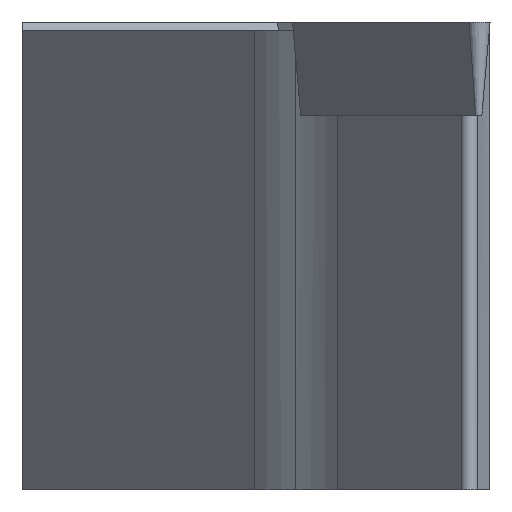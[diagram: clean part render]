
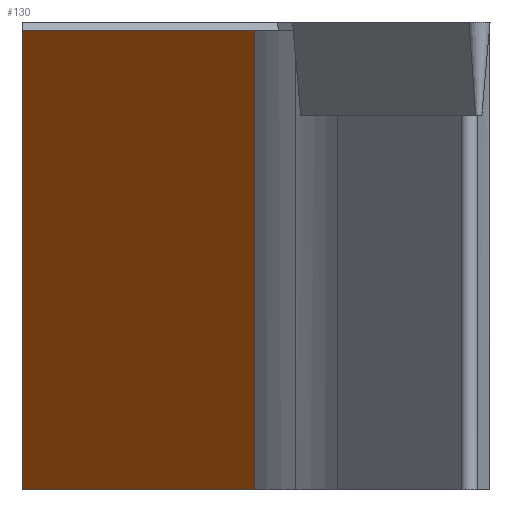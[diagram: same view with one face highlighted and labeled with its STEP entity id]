
A CAD part, left-side view. The second image highlights one B-rep face of the part: STEP entity #130.
In plain terms, the highlighted planar face has unit normal (-0.616, 0.788, 0).
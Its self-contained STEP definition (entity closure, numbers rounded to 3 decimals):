
#130=ADVANCED_FACE('',(#178),#152,.F.);
#152=PLANE('',#628);
#178=FACE_OUTER_BOUND('',#206,.T.);
#206=EDGE_LOOP('',(#403,#404,#405,#406));
#218=LINE('',#798,#268);
#230=LINE('',#839,#280);
#231=LINE('',#841,#281);
#250=LINE('',#893,#300);
#268=VECTOR('',#648,1.);
#280=VECTOR('',#678,1.);
#281=VECTOR('',#681,1.);
#300=VECTOR('',#742,1.);
#403=ORIENTED_EDGE('',*,*,#528,.F.);
#404=ORIENTED_EDGE('',*,*,#529,.F.);
#405=ORIENTED_EDGE('',*,*,#508,.F.);
#406=ORIENTED_EDGE('',*,*,#556,.F.);
#461=VERTEX_POINT('',#797);
#462=VERTEX_POINT('',#799);
#473=VERTEX_POINT('',#823);
#481=VERTEX_POINT('',#838);
#508=EDGE_CURVE('',#461,#462,#218,.T.);
#528=EDGE_CURVE('',#481,#473,#230,.T.);
#529=EDGE_CURVE('',#462,#481,#231,.T.);
#556=EDGE_CURVE('',#473,#461,#250,.T.);
#628=AXIS2_PLACEMENT_3D('',#895,#745,#746);
#648=DIRECTION('',(0.788,0.616,0.));
#678=DIRECTION('',(-0.788,-0.616,0.));
#681=DIRECTION('',(0.,0.,1.));
#742=DIRECTION('',(0.,0.,-1.));
#745=DIRECTION('',(0.616,-0.788,0.));
#746=DIRECTION('',(0.788,0.616,0.));
#797=CARTESIAN_POINT('',(9.354,-7.944,-16.));
#798=CARTESIAN_POINT('',(9.354,-7.944,-16.));
#799=CARTESIAN_POINT('',(19.521,0.,-16.));
#823=CARTESIAN_POINT('',(9.354,-7.944,-0.3));
#838=CARTESIAN_POINT('',(19.521,0.,-0.3));
#839=CARTESIAN_POINT('',(9.354,-7.944,-0.3));
#841=CARTESIAN_POINT('',(19.521,0.,-40.));
#893=CARTESIAN_POINT('',(9.354,-7.944,-40.));
#895=CARTESIAN_POINT('',(9.354,-7.944,-40.));
